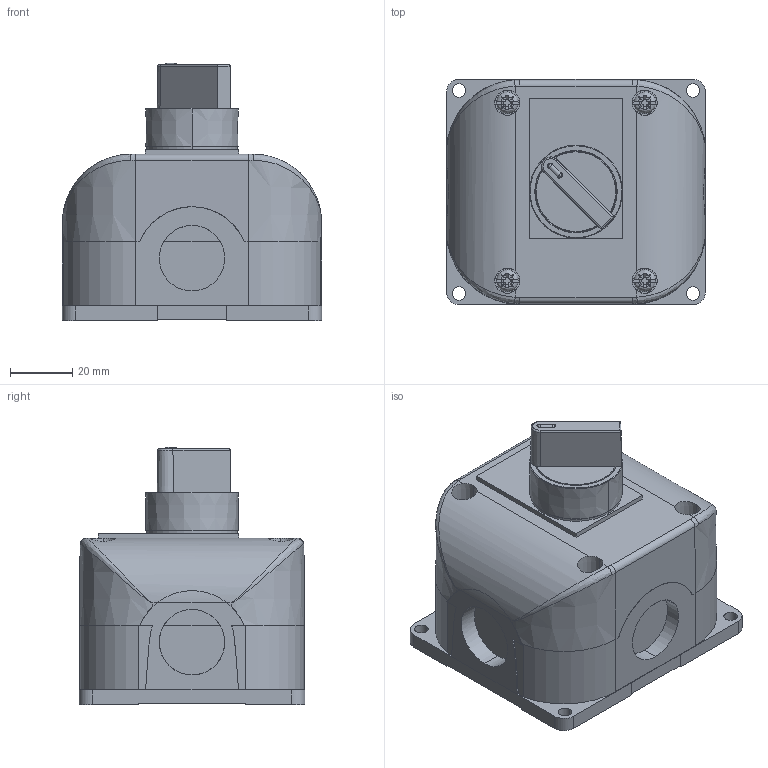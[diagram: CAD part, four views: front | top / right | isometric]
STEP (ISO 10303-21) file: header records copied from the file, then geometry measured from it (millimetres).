
FILE_DESCRIPTION (( 'STEP AP203' ), '1' );
FILE_NAME ('SB114-073-G.step', '2025-02-06T16:33:52', ( '' ), ( '' ), 'SwSTEP 2.0', 'SolidWorks 2024', '' );
FILE_SCHEMA (( 'CONFIG_CONTROL_DESIGN' ));
Length unit declared in the file: inch
Products named in the file (1): SB114-073-G
Bounding box: 83 x 72.29 x 82.4 mm (x, y, z)
Volume: 214668.5 mm3; surface area: 61141 mm2
Topology: 5 solids, 6 shells, 586 faces, 1580 edges, 1026 vertices
Faces by surface type: plane 332, cylinder 159, bspline 67, cone 28
Entity records: 24422 total; most frequent: CARTESIAN_POINT 10467, ORIENTED_EDGE 3160, DIRECTION 2510, EDGE_CURVE 1580, VERTEX_POINT 1026, LINE 890, VECTOR 890, AXIS2_PLACEMENT_3D 810
